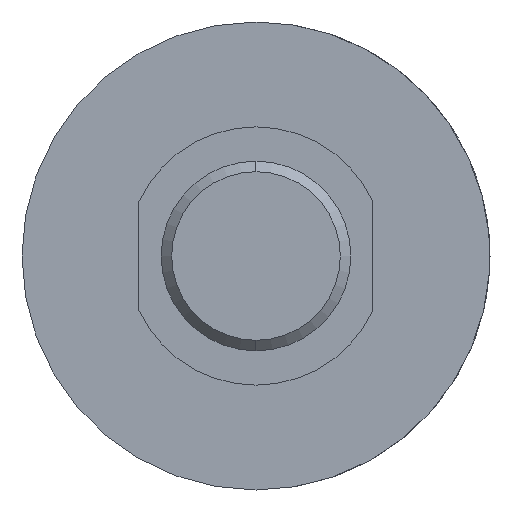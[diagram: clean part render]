
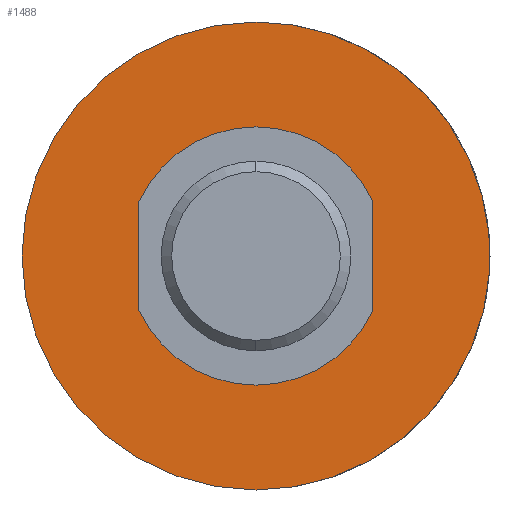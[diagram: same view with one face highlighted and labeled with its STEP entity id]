
A CAD part, left-side view. The second image highlights one B-rep face of the part: STEP entity #1488.
In plain terms, the highlighted planar face has unit normal (-1, 0, 0).
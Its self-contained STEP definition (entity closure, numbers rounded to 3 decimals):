
#1002=CARTESIAN_POINT('',(36.5,0.,12.25));
#1003=VERTEX_POINT('',#1002);
#1019=CARTESIAN_POINT('',(36.5,-11.1,5.182));
#1020=VERTEX_POINT('',#1019);
#1027=CARTESIAN_POINT('',(36.5,0.0,0.0));
#1028=DIRECTION('',(1.0,0.0,0.0));
#1029=DIRECTION('',(0.0,0.0,1.0));
#1030=AXIS2_PLACEMENT_3D('',#1027,#1028,#1029);
#1031=CIRCLE('',#1030,12.25);
#1032=EDGE_CURVE('',#1003,#1020,#1031,.T.);
#1042=CARTESIAN_POINT('',(36.5,0.,22.2));
#1043=VERTEX_POINT('',#1042);
#1052=CARTESIAN_POINT('',(36.5,-16.079,15.308));
#1053=VERTEX_POINT('',#1052);
#1054=CARTESIAN_POINT('',(36.5,0.0,0.0));
#1055=DIRECTION('',(1.0,0.0,0.0));
#1056=DIRECTION('',(0.0,0.0,1.0));
#1057=AXIS2_PLACEMENT_3D('',#1054,#1055,#1056);
#1058=CIRCLE('',#1057,22.2);
#1059=EDGE_CURVE('',#1043,#1053,#1058,.T.);
#1061=CARTESIAN_POINT('',(36.5,0.,-22.2));
#1062=VERTEX_POINT('',#1061);
#1063=CARTESIAN_POINT('',(36.5,0.0,0.0));
#1064=DIRECTION('',(1.0,0.0,0.0));
#1065=DIRECTION('',(0.0,0.0,1.0));
#1066=AXIS2_PLACEMENT_3D('',#1063,#1064,#1065);
#1067=CIRCLE('',#1066,22.2);
#1068=EDGE_CURVE('',#1053,#1062,#1067,.T.);
#1177=CARTESIAN_POINT('',(36.5,0.,-12.25));
#1178=VERTEX_POINT('',#1177);
#1187=CARTESIAN_POINT('',(36.5,-11.1,-5.182));
#1188=VERTEX_POINT('',#1187);
#1189=CARTESIAN_POINT('',(36.5,0.0,0.0));
#1190=DIRECTION('',(1.0,0.0,0.0));
#1191=DIRECTION('',(0.0,0.0,1.0));
#1192=AXIS2_PLACEMENT_3D('',#1189,#1190,#1191);
#1193=CIRCLE('',#1192,12.25);
#1194=EDGE_CURVE('',#1188,#1178,#1193,.T.);
#1403=CARTESIAN_POINT('',(36.5,-11.1,-5.182));
#1404=DIRECTION('',(0.0,0.0,1.0));
#1405=VECTOR('',#1404,10.364);
#1406=LINE('',#1403,#1405);
#1407=EDGE_CURVE('',#1188,#1020,#1406,.T.);
#1419=CARTESIAN_POINT('',(36.5,11.1,-5.182));
#1420=VERTEX_POINT('',#1419);
#1435=CARTESIAN_POINT('',(36.5,11.1,5.182));
#1436=VERTEX_POINT('',#1435);
#1443=CARTESIAN_POINT('',(36.5,11.1,-5.182));
#1444=DIRECTION('',(0.0,0.0,1.0));
#1445=VECTOR('',#1444,10.364);
#1446=LINE('',#1443,#1445);
#1447=EDGE_CURVE('',#1420,#1436,#1446,.T.);
#1452=CARTESIAN_POINT('',(36.5,0.0,11.1));
#1453=DIRECTION('',(-1.0,0.0,0.0));
#1454=DIRECTION('',(0.0,0.0,1.0));
#1455=AXIS2_PLACEMENT_3D('',#1452,#1453,#1454);
#1456=PLANE('',#1455);
#1457=ORIENTED_EDGE('',*,*,#1068,.F.);
#1458=ORIENTED_EDGE('',*,*,#1059,.F.);
#1459=CARTESIAN_POINT('',(36.5,0.0,0.0));
#1460=DIRECTION('',(1.0,0.0,0.0));
#1461=DIRECTION('',(0.0,0.0,1.0));
#1462=AXIS2_PLACEMENT_3D('',#1459,#1460,#1461);
#1463=CIRCLE('',#1462,22.2);
#1464=EDGE_CURVE('',#1062,#1043,#1463,.T.);
#1465=ORIENTED_EDGE('',*,*,#1464,.F.);
#1466=EDGE_LOOP('',(#1457,#1458,#1465));
#1467=FACE_OUTER_BOUND('',#1466,.T.);
#1468=ORIENTED_EDGE('',*,*,#1194,.T.);
#1469=CARTESIAN_POINT('',(36.5,0.0,0.0));
#1470=DIRECTION('',(1.0,0.0,0.0));
#1471=DIRECTION('',(0.0,0.0,1.0));
#1472=AXIS2_PLACEMENT_3D('',#1469,#1470,#1471);
#1473=CIRCLE('',#1472,12.25);
#1474=EDGE_CURVE('',#1178,#1420,#1473,.T.);
#1475=ORIENTED_EDGE('',*,*,#1474,.T.);
#1476=ORIENTED_EDGE('',*,*,#1447,.T.);
#1477=CARTESIAN_POINT('',(36.5,0.0,0.0));
#1478=DIRECTION('',(1.0,0.0,0.0));
#1479=DIRECTION('',(0.0,0.0,1.0));
#1480=AXIS2_PLACEMENT_3D('',#1477,#1478,#1479);
#1481=CIRCLE('',#1480,12.25);
#1482=EDGE_CURVE('',#1436,#1003,#1481,.T.);
#1483=ORIENTED_EDGE('',*,*,#1482,.T.);
#1484=ORIENTED_EDGE('',*,*,#1032,.T.);
#1485=ORIENTED_EDGE('',*,*,#1407,.F.);
#1486=EDGE_LOOP('',(#1468,#1475,#1476,#1483,#1484,#1485));
#1487=FACE_BOUND('',#1486,.T.);
#1488=ADVANCED_FACE('',(#1467,#1487),#1456,.T.);
